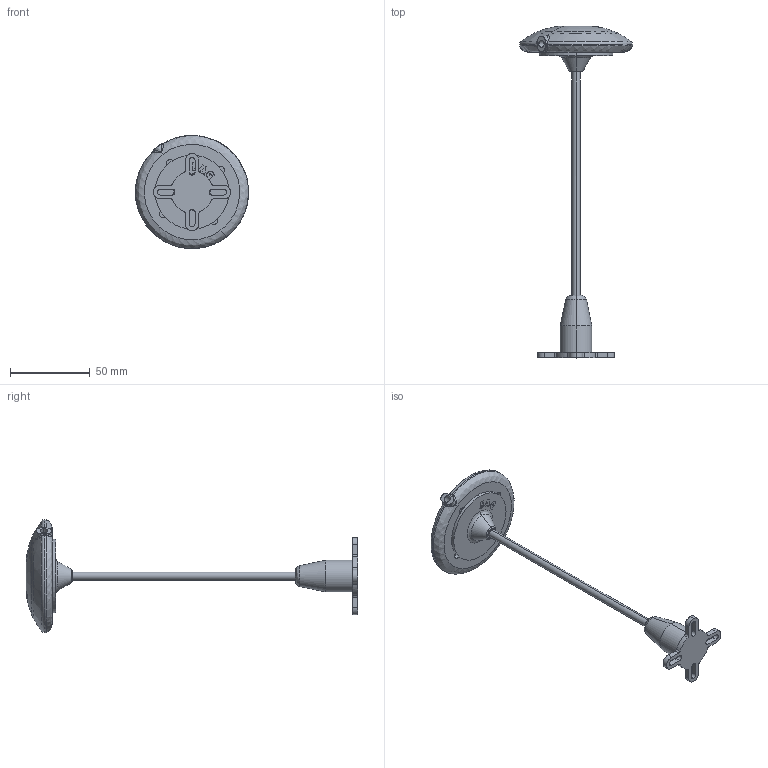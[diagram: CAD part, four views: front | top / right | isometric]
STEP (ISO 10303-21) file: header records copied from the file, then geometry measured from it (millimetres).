
FILE_DESCRIPTION(('FreeCAD Model'),'2;1');
FILE_NAME('Open CASCADE Shape Model','2025-04-27T10:53:24',('FreeCAD'),( 'FreeCAD'),'Open CASCADE STEP processor 7.6','FreeCAD','Unknown');
FILE_SCHEMA(('AUTOMOTIVE_DESIGN { 1 0 10303 214 1 1 1 1 }'));
Length unit declared in the file: millimetre
Products named in the file (1): Open CASCADE STEP translator 7.6 1
Bounding box: 70.84 x 207.54 x 70.76 mm (x, y, z)
Volume: 60093.3 mm3; surface area: 22008 mm2
Topology: 2 solids, 2 shells, 170 faces, 484 edges, 341 vertices
Faces by surface type: bspline 170
Entity records: 7625 total; most frequent: CARTESIAN_POINT 4819, ORIENTED_EDGE 966, EDGE_CURVE 483, B_SPLINE_CURVE_WITH_KNOTS 353, VERTEX_POINT 341, FACE_BOUND 202, EDGE_LOOP 202, ADVANCED_FACE 170
